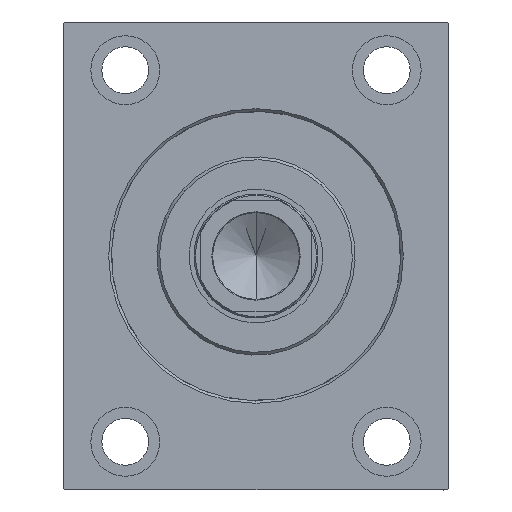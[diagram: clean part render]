
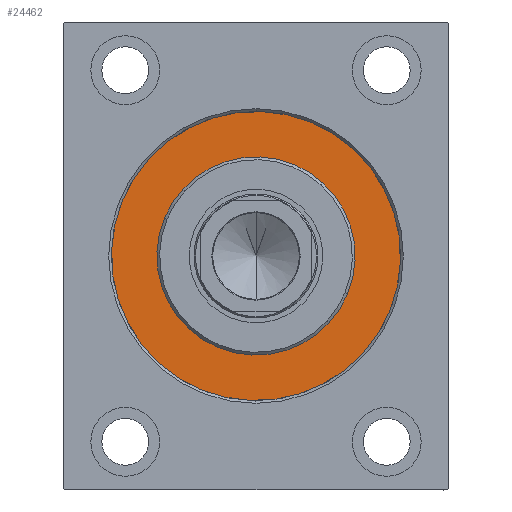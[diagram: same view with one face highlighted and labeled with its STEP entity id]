
A CAD part, left-side view. The second image highlights one B-rep face of the part: STEP entity #24462.
In plain terms, the highlighted face is planar.
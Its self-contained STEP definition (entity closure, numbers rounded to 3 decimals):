
#249 = AXIS2_PLACEMENT_3D ( 'NONE', #24690, #29351, #11771 ) ;
#1283 = CIRCLE ( 'NONE', #13335, 36. ) ;
#1981 = AXIS2_PLACEMENT_3D ( 'NONE', #42534, #39178, #28057 ) ;
#2906 = CARTESIAN_POINT ( 'NONE',  ( 0., 0., -36. ) ) ;
#2993 = CIRCLE ( 'NONE', #249, 52.5 ) ;
#3323 = EDGE_CURVE ( 'NONE', #10210, #7785, #2993, .T. ) ;
#6996 = ORIENTED_EDGE ( 'NONE', *, *, #3323, .F. ) ;
#7785 = VERTEX_POINT ( 'NONE', #16584 ) ;
#8609 = EDGE_CURVE ( 'NONE', #7785, #10210, #42963, .T. ) ;
#8652 = CARTESIAN_POINT ( 'NONE',  ( 0., 0., 0. ) ) ;
#10210 = VERTEX_POINT ( 'NONE', #35841 ) ;
#10353 = ORIENTED_EDGE ( 'NONE', *, *, #23656, .F. ) ;
#11771 = DIRECTION ( 'NONE',  ( 0., 0., 1. ) ) ;
#13335 = AXIS2_PLACEMENT_3D ( 'NONE', #8652, #39826, #39155 ) ;
#14916 = FACE_BOUND ( 'NONE', #32227, .T. ) ;
#16282 = EDGE_CURVE ( 'NONE', #23535, #31519, #30311, .T. ) ;
#16366 = DIRECTION ( 'NONE',  ( 0., 0., 1. ) ) ;
#16584 = CARTESIAN_POINT ( 'NONE',  ( 0., 0., 52.5 ) ) ;
#17144 = DIRECTION ( 'NONE',  ( 0., 0., -1. ) ) ;
#18743 = AXIS2_PLACEMENT_3D ( 'NONE', #27040, #23925, #16366 ) ;
#23535 = VERTEX_POINT ( 'NONE', #2906 ) ;
#23656 = EDGE_CURVE ( 'NONE', #31519, #23535, #1283, .T. ) ;
#23925 = DIRECTION ( 'NONE',  ( -1., 0., 0. ) ) ;
#24357 = CARTESIAN_POINT ( 'NONE',  ( 0., 0., 36. ) ) ;
#24462 = ADVANCED_FACE ( 'NONE', ( #14916, #32281 ), #25354, .F. ) ;
#24690 = CARTESIAN_POINT ( 'NONE',  ( 0., 0., 0. ) ) ;
#25354 = PLANE ( 'NONE',  #1981 ) ;
#25631 = ORIENTED_EDGE ( 'NONE', *, *, #16282, .F. ) ;
#26745 = AXIS2_PLACEMENT_3D ( 'NONE', #30288, #34298, #17144 ) ;
#27040 = CARTESIAN_POINT ( 'NONE',  ( 0., 0., 0. ) ) ;
#27493 = ORIENTED_EDGE ( 'NONE', *, *, #8609, .F. ) ;
#28057 = DIRECTION ( 'NONE',  ( 0., 0., 1. ) ) ;
#29351 = DIRECTION ( 'NONE',  ( -1., 0., 0. ) ) ;
#29792 = EDGE_LOOP ( 'NONE', ( #6996, #27493 ) ) ;
#30288 = CARTESIAN_POINT ( 'NONE',  ( 0., 0., 0. ) ) ;
#30311 = CIRCLE ( 'NONE', #26745, 36. ) ;
#31519 = VERTEX_POINT ( 'NONE', #24357 ) ;
#32227 = EDGE_LOOP ( 'NONE', ( #10353, #25631 ) ) ;
#32281 = FACE_OUTER_BOUND ( 'NONE', #29792, .T. ) ;
#34298 = DIRECTION ( 'NONE',  ( 1., 0., 0. ) ) ;
#35841 = CARTESIAN_POINT ( 'NONE',  ( 0., 0., -52.5 ) ) ;
#39155 = DIRECTION ( 'NONE',  ( 0., 0., -1. ) ) ;
#39178 = DIRECTION ( 'NONE',  ( -1., 0., 0. ) ) ;
#39826 = DIRECTION ( 'NONE',  ( 1., 0., 0. ) ) ;
#42534 = CARTESIAN_POINT ( 'NONE',  ( 0., 0., 0. ) ) ;
#42963 = CIRCLE ( 'NONE', #18743, 52.5 ) ;
